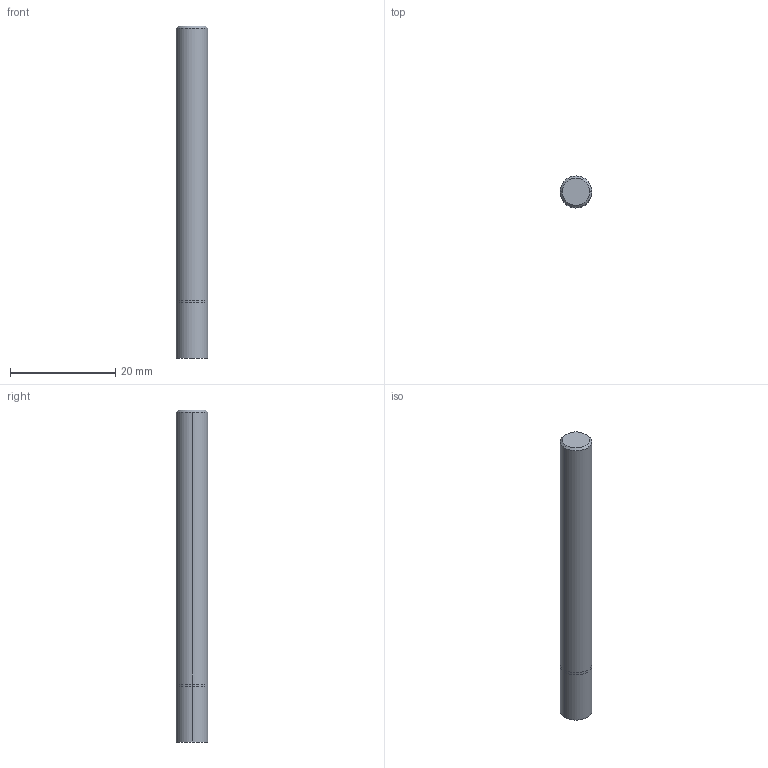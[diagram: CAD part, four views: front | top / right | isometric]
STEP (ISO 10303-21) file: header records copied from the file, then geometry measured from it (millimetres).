
FILE_DESCRIPTION(('STEP AP214'),'1');
FILE_NAME('NB0606C10_1.0ISO_AC.stp','2022-06-16T15:43:43',(' '),(' '),'Spatial InterOp 3D',' ',' ');
FILE_SCHEMA(('AUTOMOTIVE_DESIGN { 1 0 10303 214 1 1 1 1 }'));
Length unit declared in the file: millimetre
Products named in the file (1): 1
Bounding box: 6 x 6 x 63 mm (x, y, z)
Volume: 1779.8 mm3; surface area: 1352.5 mm2
Topology: 3 solids, 3 shells, 14 faces, 22 edges, 14 vertices
Faces by surface type: cylinder 6, plane 6, cone 2
Entity records: 372 total; most frequent: DIRECTION 70, CARTESIAN_POINT 53, ORIENTED_EDGE 44, AXIS2_PLACEMENT_3D 31, EDGE_CURVE 22, ADVANCED_FACE 14, FACE_OUTER_BOUND 14, EDGE_LOOP 14
